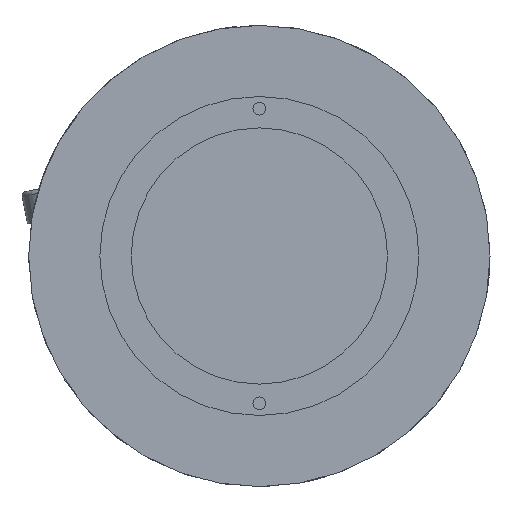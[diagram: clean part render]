
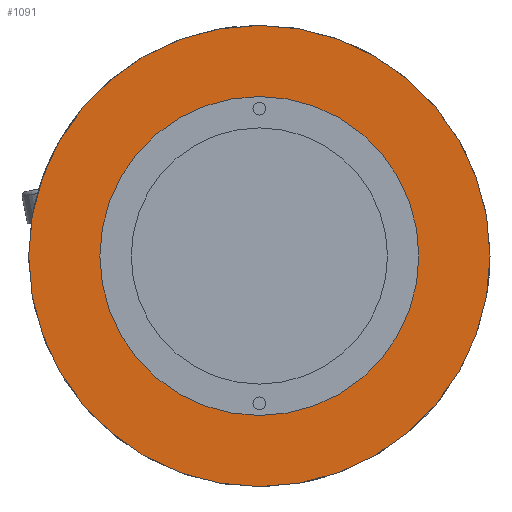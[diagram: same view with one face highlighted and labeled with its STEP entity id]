
A CAD part, left-side view. The second image highlights one B-rep face of the part: STEP entity #1091.
In plain terms, the highlighted planar face has unit normal (-1, 0, 0).
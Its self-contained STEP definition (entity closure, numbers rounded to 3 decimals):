
#107 = AXIS2_PLACEMENT_3D ( 'NONE', #1609, #122, #1884 ) ;
#122 = DIRECTION ( 'NONE',  ( -1., 0., 0. ) ) ;
#261 = EDGE_LOOP ( 'NONE', ( #1436, #3255 ) ) ;
#265 = CARTESIAN_POINT ( 'NONE',  ( 0., 0., 12.45 ) ) ;
#302 = AXIS2_PLACEMENT_3D ( 'NONE', #2074, #557, #2328 ) ;
#401 = EDGE_LOOP ( 'NONE', ( #972, #2158 ) ) ;
#414 = CARTESIAN_POINT ( 'NONE',  ( 0., 0., -12.45 ) ) ;
#450 = CIRCLE ( 'NONE', #2489, 18. ) ;
#502 = EDGE_CURVE ( 'NONE', #2012, #1285, #2306, .T. ) ;
#557 = DIRECTION ( 'NONE',  ( -1., 0., 0. ) ) ;
#644 = AXIS2_PLACEMENT_3D ( 'NONE', #1141, #2415, #2183 ) ;
#735 = DIRECTION ( 'NONE',  ( 0., 0., 1. ) ) ;
#941 = AXIS2_PLACEMENT_3D ( 'NONE', #1524, #3000, #735 ) ;
#972 = ORIENTED_EDGE ( 'NONE', *, *, #1165, .T. ) ;
#1091 = ADVANCED_FACE ( 'NONE', ( #1875, #1274 ), #2940, .F. ) ;
#1141 = CARTESIAN_POINT ( 'NONE',  ( 0., 18., 0. ) ) ;
#1165 = EDGE_CURVE ( 'NONE', #3082, #2087, #450, .T. ) ;
#1239 = CARTESIAN_POINT ( 'NONE',  ( 0., 0., 0. ) ) ;
#1274 = FACE_OUTER_BOUND ( 'NONE', #401, .T. ) ;
#1285 = VERTEX_POINT ( 'NONE', #414 ) ;
#1436 = ORIENTED_EDGE ( 'NONE', *, *, #502, .F. ) ;
#1437 = CARTESIAN_POINT ( 'NONE',  ( 0., 0., 18. ) ) ;
#1485 = DIRECTION ( 'NONE',  ( 0., 0., 1. ) ) ;
#1524 = CARTESIAN_POINT ( 'NONE',  ( 0., 0., 0. ) ) ;
#1609 = CARTESIAN_POINT ( 'NONE',  ( 0., 0., 0. ) ) ;
#1673 = EDGE_CURVE ( 'NONE', #1285, #2012, #2192, .T. ) ;
#1803 = CARTESIAN_POINT ( 'NONE',  ( 0., 0., -18. ) ) ;
#1875 = FACE_BOUND ( 'NONE', #261, .T. ) ;
#1884 = DIRECTION ( 'NONE',  ( 0., 0., 1. ) ) ;
#2012 = VERTEX_POINT ( 'NONE', #265 ) ;
#2074 = CARTESIAN_POINT ( 'NONE',  ( 0., 0., 0. ) ) ;
#2087 = VERTEX_POINT ( 'NONE', #1803 ) ;
#2133 = EDGE_CURVE ( 'NONE', #2087, #3082, #2731, .T. ) ;
#2158 = ORIENTED_EDGE ( 'NONE', *, *, #2133, .T. ) ;
#2183 = DIRECTION ( 'NONE',  ( 0., 0., -1. ) ) ;
#2192 = CIRCLE ( 'NONE', #302, 12.45 ) ;
#2306 = CIRCLE ( 'NONE', #941, 12.45 ) ;
#2328 = DIRECTION ( 'NONE',  ( 0., 0., 1. ) ) ;
#2415 = DIRECTION ( 'NONE',  ( 1., 0., 0. ) ) ;
#2489 = AXIS2_PLACEMENT_3D ( 'NONE', #1239, #2999, #1485 ) ;
#2731 = CIRCLE ( 'NONE', #107, 18. ) ;
#2940 = PLANE ( 'NONE',  #644 ) ;
#2999 = DIRECTION ( 'NONE',  ( -1., 0., 0. ) ) ;
#3000 = DIRECTION ( 'NONE',  ( -1., 0., 0. ) ) ;
#3082 = VERTEX_POINT ( 'NONE', #1437 ) ;
#3255 = ORIENTED_EDGE ( 'NONE', *, *, #1673, .F. ) ;
